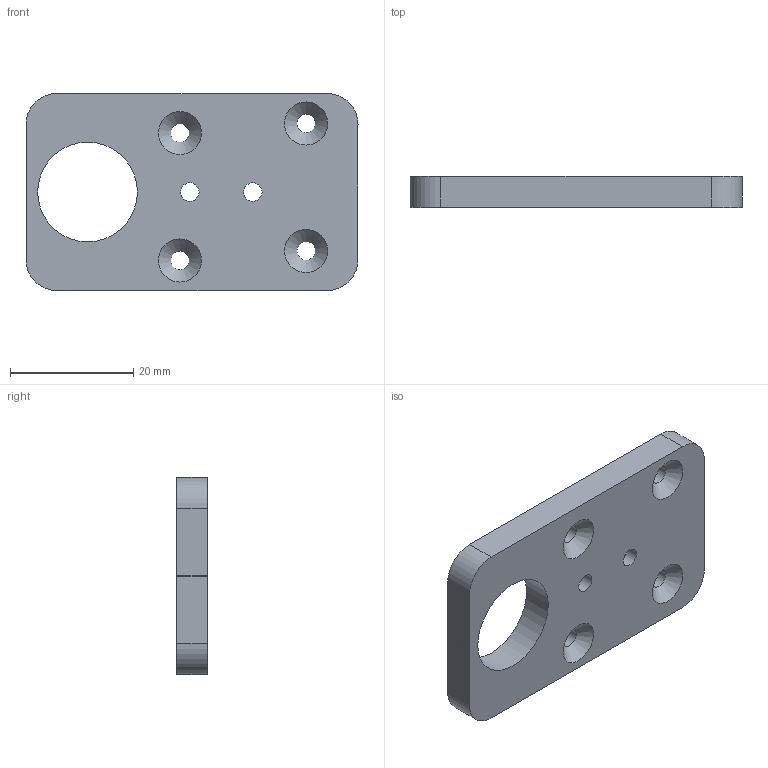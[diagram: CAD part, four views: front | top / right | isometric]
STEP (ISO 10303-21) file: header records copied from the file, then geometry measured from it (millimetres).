
FILE_DESCRIPTION(/* description */ (''),/* implementation_level */ '2;1');
FILE_NAME(/* name */ 'alt_rulmanlik v13.step',/* time_stamp */ '2021-09-22T19:32:52+03:00',/* author */ (''),/* organization */ (''),/* preprocessor_version */ 'ST-DEVELOPER v18.1',/* originating_system */ 'Autodesk Translation Framework v10.10.0.1391',/* authorisation */ '');
FILE_SCHEMA (('AUTOMOTIVE_DESIGN { 1 0 10303 214 3 1 1 }'));
Length unit declared in the file: millimetre
Products named in the file (1): alt_rulmanlik
Bounding box: 53.92 x 5 x 32 mm (x, y, z)
Volume: 7010.7 mm3; surface area: 4313.2 mm2
Topology: 1 solids, 1 shells, 38 faces, 102 edges, 68 vertices
Faces by surface type: plane 22, cylinder 12, cone 4
Full cylindrical faces by diameter (mm): 3 x6, 16.2 x1
Entity records: 1259 total; most frequent: DIRECTION 212, CARTESIAN_POINT 209, ORIENTED_EDGE 204, EDGE_CURVE 102, AXIS2_PLACEMENT_3D 71, LINE 70, VECTOR 70, VERTEX_POINT 68
